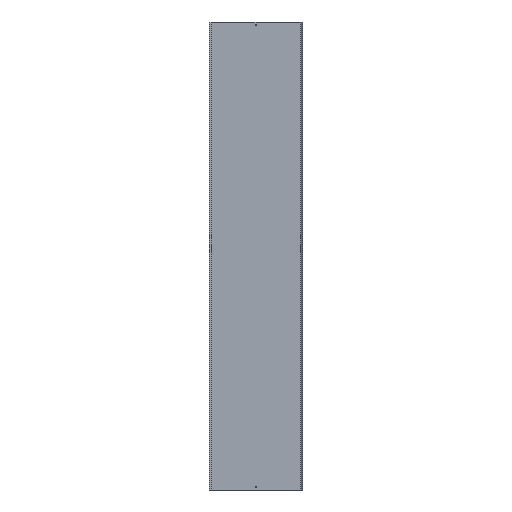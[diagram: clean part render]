
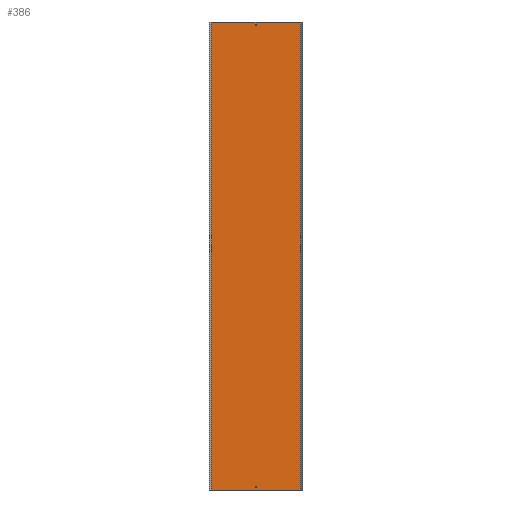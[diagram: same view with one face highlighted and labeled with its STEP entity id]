
A CAD part, front view. The second image highlights one B-rep face of the part: STEP entity #386.
In plain terms, the highlighted planar face has unit normal (0, -1, 0).
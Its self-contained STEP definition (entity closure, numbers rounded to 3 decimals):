
#4 = CARTESIAN_POINT ( 'NONE',  ( 0., -2., -1236. ) ) ;
#17 = DIRECTION ( 'NONE',  ( -1., 0., 0. ) ) ;
#19 = VERTEX_POINT ( 'NONE', #229 ) ;
#21 = EDGE_CURVE ( 'NONE', #23, #505, #291, .T. ) ;
#23 = VERTEX_POINT ( 'NONE', #409 ) ;
#24 = LINE ( 'NONE', #594, #222 ) ;
#28 = DIRECTION ( 'NONE',  ( 1., 0., 0. ) ) ;
#42 = EDGE_CURVE ( 'NONE', #385, #520, #463, .T. ) ;
#62 = CIRCLE ( 'NONE', #528, 2.75 ) ;
#63 = CARTESIAN_POINT ( 'NONE',  ( 241.616, -2., -1250. ) ) ;
#65 = CARTESIAN_POINT ( 'NONE',  ( -2.75, -2., 1236. ) ) ;
#71 = EDGE_CURVE ( 'NONE', #520, #100, #233, .T. ) ;
#85 = EDGE_LOOP ( 'NONE', ( #476, #492 ) ) ;
#86 = DIRECTION ( 'NONE',  ( 0., 1., 0. ) ) ;
#87 = DIRECTION ( 'NONE',  ( 1., 0., 0. ) ) ;
#100 = VERTEX_POINT ( 'NONE', #63 ) ;
#109 = EDGE_CURVE ( 'NONE', #343, #19, #307, .T. ) ;
#116 = CARTESIAN_POINT ( 'NONE',  ( 241.616, -2., 1250. ) ) ;
#144 = ORIENTED_EDGE ( 'NONE', *, *, #226, .F. ) ;
#166 = ORIENTED_EDGE ( 'NONE', *, *, #71, .T. ) ;
#168 = FACE_BOUND ( 'NONE', #85, .T. ) ;
#172 = CARTESIAN_POINT ( 'NONE',  ( -241.616, -2., 1250. ) ) ;
#174 = CARTESIAN_POINT ( 'NONE',  ( 244., -2., 1250. ) ) ;
#215 = AXIS2_PLACEMENT_3D ( 'NONE', #414, #567, #375 ) ;
#222 = VECTOR ( 'NONE', #493, 1000. ) ;
#226 = EDGE_CURVE ( 'NONE', #385, #292, #443, .T. ) ;
#227 = CARTESIAN_POINT ( 'NONE',  ( -241.616, -2., -1250. ) ) ;
#229 = CARTESIAN_POINT ( 'NONE',  ( 2.75, -2., 1236. ) ) ;
#233 = LINE ( 'NONE', #515, #322 ) ;
#244 = CARTESIAN_POINT ( 'NONE',  ( 0., -2., 1236. ) ) ;
#252 = ORIENTED_EDGE ( 'NONE', *, *, #601, .F. ) ;
#259 = CARTESIAN_POINT ( 'NONE',  ( 244., -2., 1250. ) ) ;
#264 = ORIENTED_EDGE ( 'NONE', *, *, #42, .T. ) ;
#276 = CARTESIAN_POINT ( 'NONE',  ( -2.75, -2., -1236. ) ) ;
#281 = EDGE_CURVE ( 'NONE', #292, #100, #24, .T. ) ;
#290 = DIRECTION ( 'NONE',  ( 0., -1., 0. ) ) ;
#291 = CIRCLE ( 'NONE', #215, 2.75 ) ;
#292 = VERTEX_POINT ( 'NONE', #116 ) ;
#307 = CIRCLE ( 'NONE', #464, 2.75 ) ;
#310 = EDGE_LOOP ( 'NONE', ( #252, #429 ) ) ;
#315 = PLANE ( 'NONE',  #346 ) ;
#321 = DIRECTION ( 'NONE',  ( 0., 0., -1. ) ) ;
#322 = VECTOR ( 'NONE', #87, 1000. ) ;
#343 = VERTEX_POINT ( 'NONE', #65 ) ;
#346 = AXIS2_PLACEMENT_3D ( 'NONE', #174, #86, #518 ) ;
#348 = FACE_OUTER_BOUND ( 'NONE', #568, .T. ) ;
#370 = DIRECTION ( 'NONE',  ( 0., -1., 0. ) ) ;
#375 = DIRECTION ( 'NONE',  ( -1., 0., 0. ) ) ;
#383 = CIRCLE ( 'NONE', #422, 2.75 ) ;
#385 = VERTEX_POINT ( 'NONE', #455 ) ;
#386 = ADVANCED_FACE ( 'NONE', ( #404, #168, #348 ), #315, .F. ) ;
#404 = FACE_BOUND ( 'NONE', #310, .T. ) ;
#409 = CARTESIAN_POINT ( 'NONE',  ( 2.75, -2., -1236. ) ) ;
#414 = CARTESIAN_POINT ( 'NONE',  ( 0., -2., -1236. ) ) ;
#422 = AXIS2_PLACEMENT_3D ( 'NONE', #570, #370, #461 ) ;
#429 = ORIENTED_EDGE ( 'NONE', *, *, #21, .F. ) ;
#430 = DIRECTION ( 'NONE',  ( 0., -1., 0. ) ) ;
#443 = LINE ( 'NONE', #259, #517 ) ;
#454 = EDGE_CURVE ( 'NONE', #19, #343, #383, .T. ) ;
#455 = CARTESIAN_POINT ( 'NONE',  ( -241.616, -2., 1250. ) ) ;
#461 = DIRECTION ( 'NONE',  ( -1., 0., 0. ) ) ;
#463 = LINE ( 'NONE', #172, #588 ) ;
#464 = AXIS2_PLACEMENT_3D ( 'NONE', #244, #290, #17 ) ;
#476 = ORIENTED_EDGE ( 'NONE', *, *, #109, .F. ) ;
#492 = ORIENTED_EDGE ( 'NONE', *, *, #454, .F. ) ;
#493 = DIRECTION ( 'NONE',  ( 0., 0., -1. ) ) ;
#505 = VERTEX_POINT ( 'NONE', #276 ) ;
#515 = CARTESIAN_POINT ( 'NONE',  ( 244., -2., -1250. ) ) ;
#517 = VECTOR ( 'NONE', #28, 1000. ) ;
#518 = DIRECTION ( 'NONE',  ( -1., 0., 0. ) ) ;
#520 = VERTEX_POINT ( 'NONE', #227 ) ;
#528 = AXIS2_PLACEMENT_3D ( 'NONE', #4, #430, #572 ) ;
#530 = ORIENTED_EDGE ( 'NONE', *, *, #281, .F. ) ;
#567 = DIRECTION ( 'NONE',  ( 0., -1., 0. ) ) ;
#568 = EDGE_LOOP ( 'NONE', ( #166, #530, #144, #264 ) ) ;
#570 = CARTESIAN_POINT ( 'NONE',  ( 0., -2., 1236. ) ) ;
#572 = DIRECTION ( 'NONE',  ( -1., 0., 0. ) ) ;
#588 = VECTOR ( 'NONE', #321, 1000. ) ;
#594 = CARTESIAN_POINT ( 'NONE',  ( 241.616, -2., 1250. ) ) ;
#601 = EDGE_CURVE ( 'NONE', #505, #23, #62, .T. ) ;
